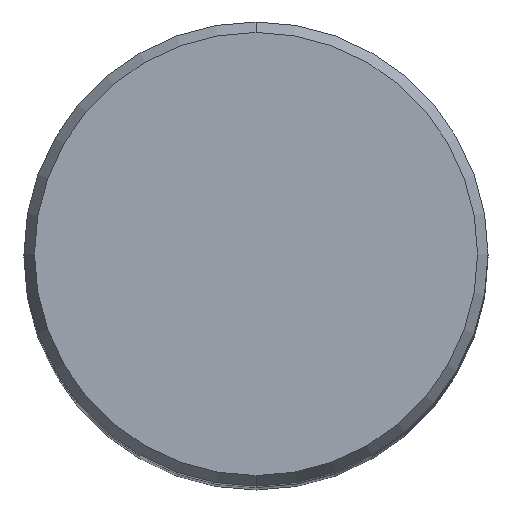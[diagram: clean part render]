
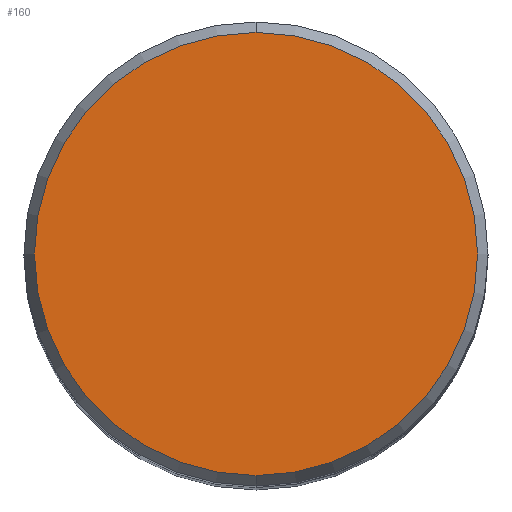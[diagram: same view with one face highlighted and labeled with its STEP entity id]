
A CAD part, top view. The second image highlights one B-rep face of the part: STEP entity #160.
In plain terms, the highlighted planar face has unit normal (0, 0, 1).
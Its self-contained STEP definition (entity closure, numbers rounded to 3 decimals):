
#84=VERTEX_POINT('',#205);
#126=EDGE_CURVE('',#84,#150,#254,.T.);
#150=VERTEX_POINT('',#283);
#152=EDGE_CURVE('',#150,#84,#285,.T.);
#160=ADVANCED_FACE('',(#293),#294,.T.);
#205=CARTESIAN_POINT('',(0.0,24.255,0.01));
#254=CIRCLE('',#393,24.255);
#283=CARTESIAN_POINT('',(0.,-24.255,0.01));
#285=CIRCLE('',#431,24.255);
#293=FACE_OUTER_BOUND('',#438,.T.);
#294=PLANE('',#439);
#393=AXIS2_PLACEMENT_3D('',#544,#545,#546);
#431=AXIS2_PLACEMENT_3D('',#593,#594,#595);
#438=EDGE_LOOP('',(#598,#599));
#439=AXIS2_PLACEMENT_3D('',#600,#601,#602);
#544=CARTESIAN_POINT('',(0.0,0.0,0.01));
#545=DIRECTION('',(0.0,0.0,-1.0));
#546=DIRECTION('',(0.0,1.0,0.0));
#593=CARTESIAN_POINT('',(0.0,0.0,0.01));
#594=DIRECTION('',(0.0,0.0,-1.0));
#595=DIRECTION('',(0.0,1.0,0.0));
#598=ORIENTED_EDGE('',*,*,#126,.F.);
#599=ORIENTED_EDGE('',*,*,#152,.F.);
#600=CARTESIAN_POINT('',(0.0,12.127,0.01));
#601=DIRECTION('',(-0.0,0.0,1.0));
#602=DIRECTION('',(0.0,-1.0,0.0));
